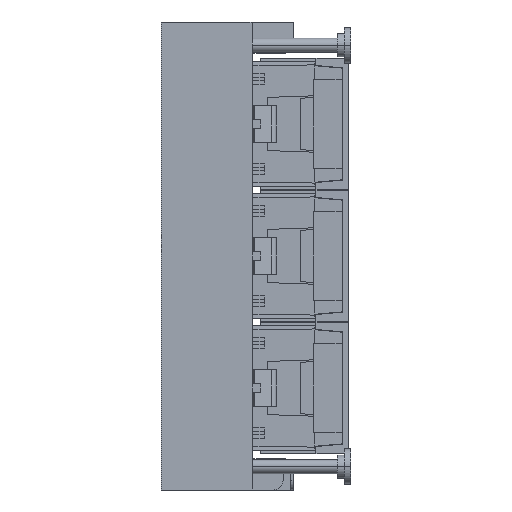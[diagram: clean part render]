
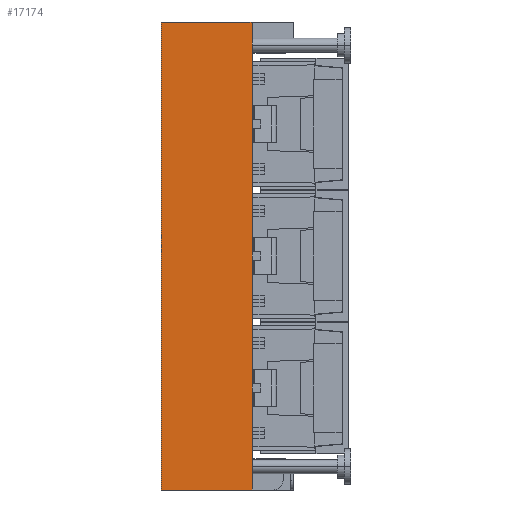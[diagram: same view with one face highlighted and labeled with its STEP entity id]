
A CAD part, left-side view. The second image highlights one B-rep face of the part: STEP entity #17174.
In plain terms, the highlighted planar face has unit normal (-1, 0, 0).
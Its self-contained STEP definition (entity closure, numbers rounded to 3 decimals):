
#10475=CARTESIAN_POINT('Vertex',(-109.425,51.2,132.05)) ;
#10478=CARTESIAN_POINT('Line Origine',(-109.425,25.6,132.05)) ;
#10482=CARTESIAN_POINT('Vertex',(-109.425,0.,132.05)) ;
#12529=CARTESIAN_POINT('Vertex',(-109.425,0.,-132.05)) ;
#12532=CARTESIAN_POINT('Line Origine',(-109.425,25.6,-132.05)) ;
#12536=CARTESIAN_POINT('Vertex',(-109.425,51.2,-132.05)) ;
#17140=CARTESIAN_POINT('Line Origine',(-109.425,51.2,0.)) ;
#17158=CARTESIAN_POINT('Axis2P3D Location',(-109.425,0.,132.05)) ;
#17163=CARTESIAN_POINT('Line Origine',(-109.425,0.,0.)) ;
#10480=VECTOR('Line Direction',#10479,1.) ;
#12534=VECTOR('Line Direction',#12533,1.) ;
#17142=VECTOR('Line Direction',#17141,1.) ;
#17165=VECTOR('Line Direction',#17164,1.) ;
#10479=DIRECTION('Vector Direction',(0.,1.,0.)) ;
#12533=DIRECTION('Vector Direction',(0.,1.,0.)) ;
#17141=DIRECTION('Vector Direction',(0.,0.,-1.)) ;
#17159=DIRECTION('Axis2P3D Direction',(1.,-0.,0.)) ;
#17160=DIRECTION('Axis2P3D XDirection',(0.,0.,-1.)) ;
#17164=DIRECTION('Vector Direction',(0.,0.,-1.)) ;
#17161=AXIS2_PLACEMENT_3D('Plane Axis2P3D',#17158,#17159,#17160) ;
#10481=LINE('Line',#10478,#10480) ;
#12535=LINE('Line',#12532,#12534) ;
#17143=LINE('Line',#17140,#17142) ;
#17166=LINE('Line',#17163,#17165) ;
#17162=PLANE('',#17161) ;
#10484=EDGE_CURVE('',#10483,#10476,#10481,.T.) ;
#12538=EDGE_CURVE('',#12530,#12537,#12535,.T.) ;
#17144=EDGE_CURVE('',#12537,#10476,#17143,.F.) ;
#17167=EDGE_CURVE('',#12530,#10483,#17166,.F.) ;
#17169=ORIENTED_EDGE('',*,*,#12538,.F.) ;
#17170=ORIENTED_EDGE('',*,*,#17167,.T.) ;
#17171=ORIENTED_EDGE('',*,*,#10484,.T.) ;
#17172=ORIENTED_EDGE('',*,*,#17144,.F.) ;
#17168=EDGE_LOOP('',(#17169,#17170,#17171,#17172)) ;
#10476=VERTEX_POINT('',#10475) ;
#10483=VERTEX_POINT('',#10482) ;
#12530=VERTEX_POINT('',#12529) ;
#12537=VERTEX_POINT('',#12536) ;
#17174=ADVANCED_FACE('Corps principal',(#17173),#17162,.F.) ;
#17173=FACE_OUTER_BOUND('',#17168,.T.) ;
